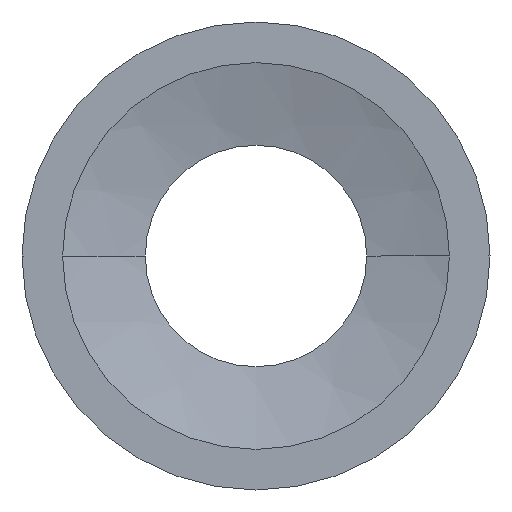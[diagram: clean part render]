
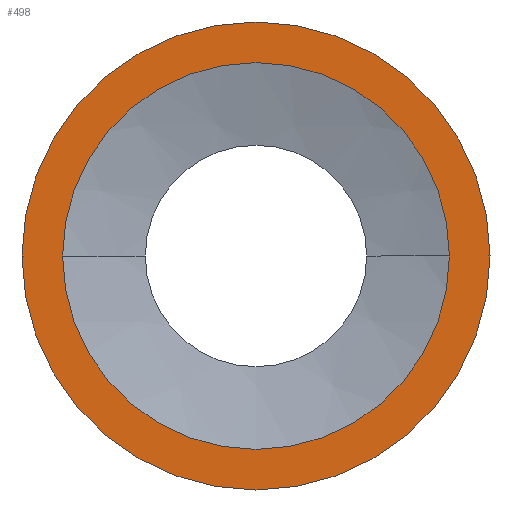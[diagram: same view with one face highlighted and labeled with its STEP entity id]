
A CAD part, front view. The second image highlights one B-rep face of the part: STEP entity #498.
In plain terms, the highlighted planar face has unit normal (0, -1, 0).
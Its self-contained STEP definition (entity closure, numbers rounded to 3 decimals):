
#27 = DIRECTION ( 'NONE',  ( 0., -1., 0. ) ) ;
#34 = CARTESIAN_POINT ( 'NONE',  ( 0., 230.55, 0. ) ) ;
#46 = ORIENTED_EDGE ( 'NONE', *, *, #1485, .T. ) ;
#92 = EDGE_LOOP ( 'NONE', ( #46, #996 ) ) ;
#116 = EDGE_CURVE ( 'NONE', #1129, #180, #378, .T. ) ;
#180 = VERTEX_POINT ( 'NONE', #937 ) ;
#205 = DIRECTION ( 'NONE',  ( -1., 0., 0. ) ) ;
#240 = AXIS2_PLACEMENT_3D ( 'NONE', #471, #1000, #205 ) ;
#308 = PLANE ( 'NONE',  #240 ) ;
#335 = VERTEX_POINT ( 'NONE', #1550 ) ;
#352 = CARTESIAN_POINT ( 'NONE',  ( 0., 230.55, 0. ) ) ;
#378 = CIRCLE ( 'NONE', #1336, 15.007 ) ;
#401 = CARTESIAN_POINT ( 'NONE',  ( 15.007, 230.55, 0. ) ) ;
#471 = CARTESIAN_POINT ( 'NONE',  ( 78.746, 230.55, -41. ) ) ;
#472 = CIRCLE ( 'NONE', #889, 12.403 ) ;
#480 = DIRECTION ( 'NONE',  ( 0., -1., 0. ) ) ;
#498 = ADVANCED_FACE ( 'NONE', ( #679, #1087 ), #308, .F. ) ;
#648 = DIRECTION ( 'NONE',  ( -1., 0., 0. ) ) ;
#679 = FACE_OUTER_BOUND ( 'NONE', #844, .T. ) ;
#724 = DIRECTION ( 'NONE',  ( 0., 1., 0. ) ) ;
#749 = ORIENTED_EDGE ( 'NONE', *, *, #116, .T. ) ;
#768 = VERTEX_POINT ( 'NONE', #1144 ) ;
#844 = EDGE_LOOP ( 'NONE', ( #1562, #749 ) ) ;
#867 = AXIS2_PLACEMENT_3D ( 'NONE', #352, #480, #1018 ) ;
#889 = AXIS2_PLACEMENT_3D ( 'NONE', #1460, #903, #648 ) ;
#903 = DIRECTION ( 'NONE',  ( 0., 1., 0. ) ) ;
#922 = CIRCLE ( 'NONE', #1148, 12.403 ) ;
#937 = CARTESIAN_POINT ( 'NONE',  ( -15.007, 230.55, 0. ) ) ;
#996 = ORIENTED_EDGE ( 'NONE', *, *, #1273, .T. ) ;
#1000 = DIRECTION ( 'NONE',  ( 0., 1., 0. ) ) ;
#1018 = DIRECTION ( 'NONE',  ( -1., 0., 0. ) ) ;
#1022 = EDGE_CURVE ( 'NONE', #180, #1129, #1307, .T. ) ;
#1087 = FACE_BOUND ( 'NONE', #92, .T. ) ;
#1129 = VERTEX_POINT ( 'NONE', #401 ) ;
#1144 = CARTESIAN_POINT ( 'NONE',  ( 12.403, 230.55, 0. ) ) ;
#1147 = DIRECTION ( 'NONE',  ( -1., 0., 0. ) ) ;
#1148 = AXIS2_PLACEMENT_3D ( 'NONE', #1652, #724, #1147 ) ;
#1273 = EDGE_CURVE ( 'NONE', #768, #335, #922, .T. ) ;
#1307 = CIRCLE ( 'NONE', #867, 15.007 ) ;
#1332 = DIRECTION ( 'NONE',  ( -1., 0., 0. ) ) ;
#1336 = AXIS2_PLACEMENT_3D ( 'NONE', #34, #27, #1332 ) ;
#1460 = CARTESIAN_POINT ( 'NONE',  ( 0., 230.55, 0. ) ) ;
#1485 = EDGE_CURVE ( 'NONE', #335, #768, #472, .T. ) ;
#1550 = CARTESIAN_POINT ( 'NONE',  ( -12.403, 230.55, 0. ) ) ;
#1562 = ORIENTED_EDGE ( 'NONE', *, *, #1022, .T. ) ;
#1652 = CARTESIAN_POINT ( 'NONE',  ( 0., 230.55, 0. ) ) ;
